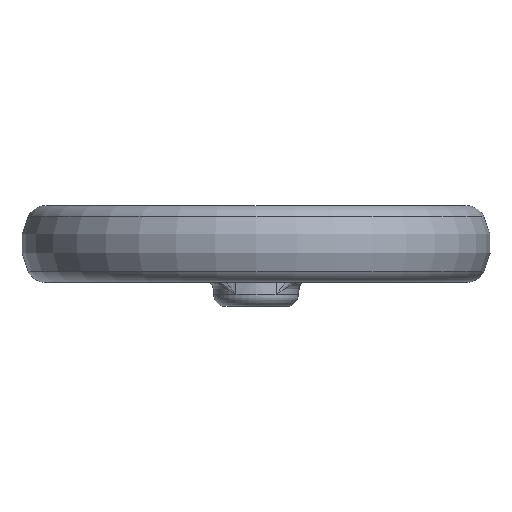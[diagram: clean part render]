
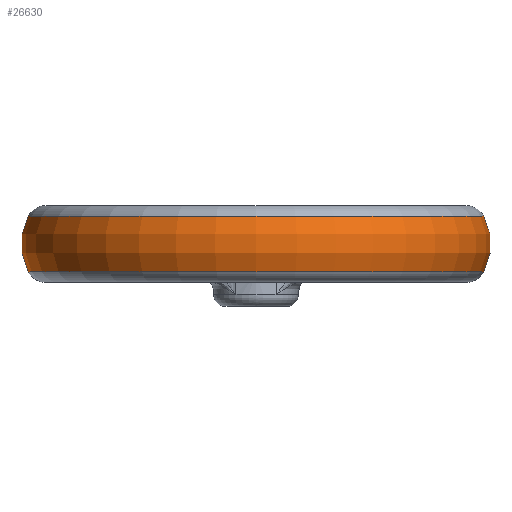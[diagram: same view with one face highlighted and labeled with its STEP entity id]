
A CAD part, front view. The second image highlights one B-rep face of the part: STEP entity #26630.
In plain terms, the highlighted toroidal (fillet/blend) face has major radius 15 mm and minor radius 5 mm.
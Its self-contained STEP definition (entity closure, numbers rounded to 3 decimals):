
#26561 = TOROIDAL_SURFACE('',#26562,17.87,1.75);
#26562 = AXIS2_PLACEMENT_3D('',#26563,#26564,#26565);
#26563 = CARTESIAN_POINT('',(0.,0.,
    -1.75));
#26564 = DIRECTION('',(0.,0.,1.));
#26565 = DIRECTION('',(0.,1.,0.));
#26578 = VERTEX_POINT('',#26579);
#26579 = CARTESIAN_POINT('',(0.,19.415,
    -0.929));
#26603 = EDGE_CURVE('',#26578,#26578,#26604,.T.);
#26604 = SURFACE_CURVE('',#26605,(#26610,#26617),.PCURVE_S1.);
#26605 = CIRCLE('',#26606,19.415);
#26606 = AXIS2_PLACEMENT_3D('',#26607,#26608,#26609);
#26607 = CARTESIAN_POINT('',(0.,0.,
    -0.929));
#26608 = DIRECTION('',(0.,0.,1.));
#26609 = DIRECTION('',(0.,1.,0.));
#26610 = PCURVE('',#26561,#26611);
#26611 = DEFINITIONAL_REPRESENTATION('',(#26612),#26616);
#26612 = LINE('',#26613,#26614);
#26613 = CARTESIAN_POINT('',(0.,6.772));
#26614 = VECTOR('',#26615,1.);
#26615 = DIRECTION('',(1.,0.));
#26616 = ( GEOMETRIC_REPRESENTATION_CONTEXT(2) 
PARAMETRIC_REPRESENTATION_CONTEXT() REPRESENTATION_CONTEXT('2D SPACE',''
  ) );
#26617 = PCURVE('',#26618,#26623);
#26618 = TOROIDAL_SURFACE('',#26619,15.,5.);
#26619 = AXIS2_PLACEMENT_3D('',#26620,#26621,#26622);
#26620 = CARTESIAN_POINT('',(0.,0.,
    -3.275));
#26621 = DIRECTION('',(0.,0.,1.));
#26622 = DIRECTION('',(0.,1.,0.));
#26623 = DEFINITIONAL_REPRESENTATION('',(#26624),#26628);
#26624 = LINE('',#26625,#26626);
#26625 = CARTESIAN_POINT('',(0.,6.772));
#26626 = VECTOR('',#26627,1.);
#26627 = DIRECTION('',(1.,0.));
#26628 = ( GEOMETRIC_REPRESENTATION_CONTEXT(2) 
PARAMETRIC_REPRESENTATION_CONTEXT() REPRESENTATION_CONTEXT('2D SPACE',''
  ) );
#26630 = ADVANCED_FACE('',(#26631),#26618,.T.);
#26631 = FACE_BOUND('',#26632,.T.);
#26632 = EDGE_LOOP('',(#26633,#26634,#26661,#26688));
#26633 = ORIENTED_EDGE('',*,*,#26603,.F.);
#26634 = ORIENTED_EDGE('',*,*,#26635,.F.);
#26635 = EDGE_CURVE('',#26636,#26578,#26638,.T.);
#26636 = VERTEX_POINT('',#26637);
#26637 = CARTESIAN_POINT('',(0.,19.415,
    -5.621));
#26638 = SEAM_CURVE('',#26639,(#26647,#26654),.PCURVE_S1.);
#26639 = B_SPLINE_CURVE_WITH_KNOTS('',6,(#26640,#26641,#26642,#26643,
    #26644,#26645,#26646),.UNSPECIFIED.,.F.,.F.,(7,7),(-0.488,
    0.488),.PIECEWISE_BEZIER_KNOTS.);
#26640 = CARTESIAN_POINT('',(0.,19.415,
    -5.621));
#26641 = CARTESIAN_POINT('',(0.,19.797,
    -4.902));
#26642 = CARTESIAN_POINT('',(0.,20.039,
    -4.109));
#26643 = CARTESIAN_POINT('',(0.,20.122,-3.275)
  );
#26644 = CARTESIAN_POINT('',(0.,20.039,
    -2.441));
#26645 = CARTESIAN_POINT('',(0.,19.797,
    -1.648));
#26646 = CARTESIAN_POINT('',(0.,19.415,
    -0.929));
#26647 = PCURVE('',#26618,#26648);
#26648 = DEFINITIONAL_REPRESENTATION('',(#26649),#26653);
#26649 = LINE('',#26650,#26651);
#26650 = CARTESIAN_POINT('',(0.,6.283));
#26651 = VECTOR('',#26652,1.);
#26652 = DIRECTION('',(0.,1.));
#26653 = ( GEOMETRIC_REPRESENTATION_CONTEXT(2) 
PARAMETRIC_REPRESENTATION_CONTEXT() REPRESENTATION_CONTEXT('2D SPACE',''
  ) );
#26654 = PCURVE('',#26618,#26655);
#26655 = DEFINITIONAL_REPRESENTATION('',(#26656),#26660);
#26656 = LINE('',#26657,#26658);
#26657 = CARTESIAN_POINT('',(6.283,6.283));
#26658 = VECTOR('',#26659,1.);
#26659 = DIRECTION('',(0.,1.));
#26660 = ( GEOMETRIC_REPRESENTATION_CONTEXT(2) 
PARAMETRIC_REPRESENTATION_CONTEXT() REPRESENTATION_CONTEXT('2D SPACE',''
  ) );
#26661 = ORIENTED_EDGE('',*,*,#26662,.T.);
#26662 = EDGE_CURVE('',#26636,#26636,#26663,.T.);
#26663 = SURFACE_CURVE('',#26664,(#26669,#26676),.PCURVE_S1.);
#26664 = CIRCLE('',#26665,19.415);
#26665 = AXIS2_PLACEMENT_3D('',#26666,#26667,#26668);
#26666 = CARTESIAN_POINT('',(0.,0.,
    -5.621));
#26667 = DIRECTION('',(0.,0.,1.));
#26668 = DIRECTION('',(0.,1.,0.));
#26669 = PCURVE('',#26618,#26670);
#26670 = DEFINITIONAL_REPRESENTATION('',(#26671),#26675);
#26671 = LINE('',#26672,#26673);
#26672 = CARTESIAN_POINT('',(0.,5.795));
#26673 = VECTOR('',#26674,1.);
#26674 = DIRECTION('',(1.,0.));
#26675 = ( GEOMETRIC_REPRESENTATION_CONTEXT(2) 
PARAMETRIC_REPRESENTATION_CONTEXT() REPRESENTATION_CONTEXT('2D SPACE',''
  ) );
#26676 = PCURVE('',#26677,#26682);
#26677 = TOROIDAL_SURFACE('',#26678,17.87,1.75);
#26678 = AXIS2_PLACEMENT_3D('',#26679,#26680,#26681);
#26679 = CARTESIAN_POINT('',(0.,0.,
    -4.8));
#26680 = DIRECTION('',(0.,0.,1.));
#26681 = DIRECTION('',(0.,1.,0.));
#26682 = DEFINITIONAL_REPRESENTATION('',(#26683),#26687);
#26683 = LINE('',#26684,#26685);
#26684 = CARTESIAN_POINT('',(0.,5.795));
#26685 = VECTOR('',#26686,1.);
#26686 = DIRECTION('',(1.,0.));
#26687 = ( GEOMETRIC_REPRESENTATION_CONTEXT(2) 
PARAMETRIC_REPRESENTATION_CONTEXT() REPRESENTATION_CONTEXT('2D SPACE',''
  ) );
#26688 = ORIENTED_EDGE('',*,*,#26635,.T.);
